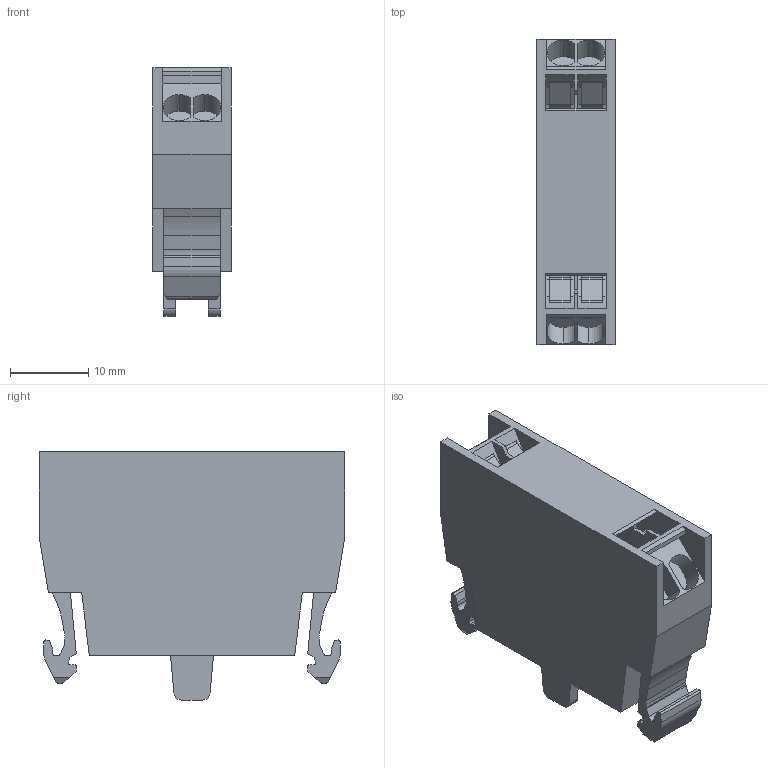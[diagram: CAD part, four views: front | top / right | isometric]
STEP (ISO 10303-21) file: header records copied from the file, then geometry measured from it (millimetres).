
FILE_DESCRIPTION(('HOOPS Exchange Step'),'2;1');
FILE_NAME('export-F7ADAA78-1642-461A-9A1E-6F61716246CC.stp','2023-07-22T17:09:01+02:00',('Engineering'),('Alibre'),'HOOPS Exchange 2021.0','Alibre','Unknown authorisation');
FILE_SCHEMA( ('AP242_MANAGED_MODEL_BASED_3D_ENGINEERING_MIM_LF {1 0 10303 442 1 1 4 }') );
Length unit declared in the file: millimetre
Products named in the file (1): 2592 M22-CK01 - Contact element, Cage Clamp, Front fixing, 1 NC, 24VDC 3A, 230VAC 6A (216385)
Bounding box: 10 x 39 x 31.7 mm (x, y, z)
Volume: 8876.4 mm3; surface area: 4231.2 mm2
Topology: 1 solids, 1 shells, 217 faces, 610 edges, 404 vertices
Faces by surface type: plane 151, cylinder 66
Entity records: 7051 total; most frequent: CARTESIAN_POINT 1233, ORIENTED_EDGE 1220, DIRECTION 1180, EDGE_CURVE 610, VECTOR 478, LINE 478, VERTEX_POINT 404, AXIS2_PLACEMENT_3D 351
